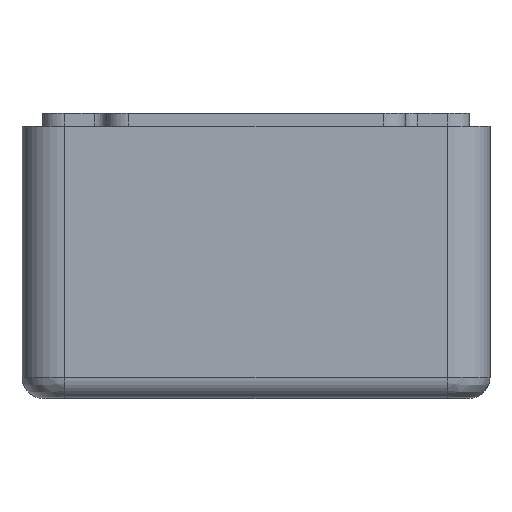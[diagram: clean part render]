
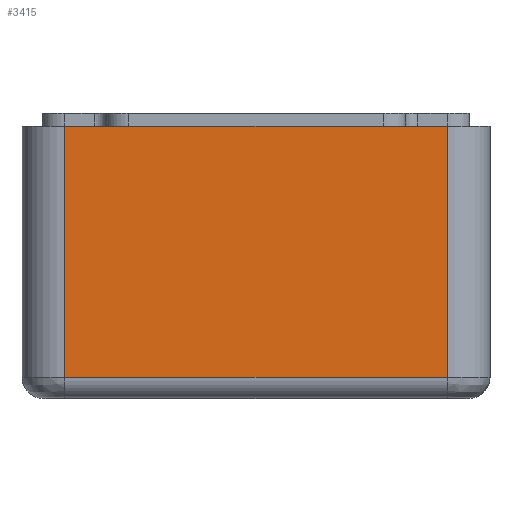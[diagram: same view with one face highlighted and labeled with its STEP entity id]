
A CAD part, front view. The second image highlights one B-rep face of the part: STEP entity #3415.
In plain terms, the highlighted planar face has unit normal (0, -1, 0).
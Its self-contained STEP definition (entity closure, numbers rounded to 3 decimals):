
#114=PLANE('',#3674);
#251=FACE_OUTER_BOUND('',#455,.T.);
#455=EDGE_LOOP('',(#2461,#2462,#2463,#2464));
#813=LINE('',#5135,#1131);
#827=LINE('',#5214,#1145);
#836=LINE('',#5238,#1154);
#837=LINE('',#5240,#1155);
#1131=VECTOR('',#4083,10.);
#1145=VECTOR('',#4161,10.);
#1154=VECTOR('',#4188,10.);
#1155=VECTOR('',#4191,10.);
#1462=VERTEX_POINT('',#5081);
#1469=VERTEX_POINT('',#5131);
#1502=VERTEX_POINT('',#5211);
#1508=VERTEX_POINT('',#5236);
#1831=EDGE_CURVE('',#1469,#1462,#813,.T.);
#1865=EDGE_CURVE('',#1462,#1502,#827,.T.);
#1877=EDGE_CURVE('',#1508,#1469,#836,.T.);
#1878=EDGE_CURVE('',#1502,#1508,#837,.T.);
#2461=ORIENTED_EDGE('',*,*,#1878,.F.);
#2462=ORIENTED_EDGE('',*,*,#1865,.F.);
#2463=ORIENTED_EDGE('',*,*,#1831,.F.);
#2464=ORIENTED_EDGE('',*,*,#1877,.F.);
#3415=ADVANCED_FACE('',(#251),#114,.T.);
#3674=AXIS2_PLACEMENT_3D('',#5239,#4189,#4190);
#4083=DIRECTION('',(-1.,0.,0.));
#4161=DIRECTION('',(0.,0.,1.));
#4188=DIRECTION('',(0.,0.,-1.));
#4189=DIRECTION('center_axis',(0.,-1.,0.));
#4190=DIRECTION('ref_axis',(1.,0.,0.));
#4191=DIRECTION('',(1.,0.,0.));
#5081=CARTESIAN_POINT('',(-22.5,-55.,-6.5));
#5131=CARTESIAN_POINT('',(22.5,-55.,-6.5));
#5135=CARTESIAN_POINT('',(-13.75,-55.,-6.5));
#5211=CARTESIAN_POINT('',(-22.5,-55.,23.));
#5214=CARTESIAN_POINT('',(-22.5,-55.,0.));
#5236=CARTESIAN_POINT('',(22.5,-55.,23.));
#5238=CARTESIAN_POINT('',(22.5,-55.,0.));
#5239=CARTESIAN_POINT('Origin',(-27.5,-55.,0.));
#5240=CARTESIAN_POINT('',(-13.75,-55.,23.));
